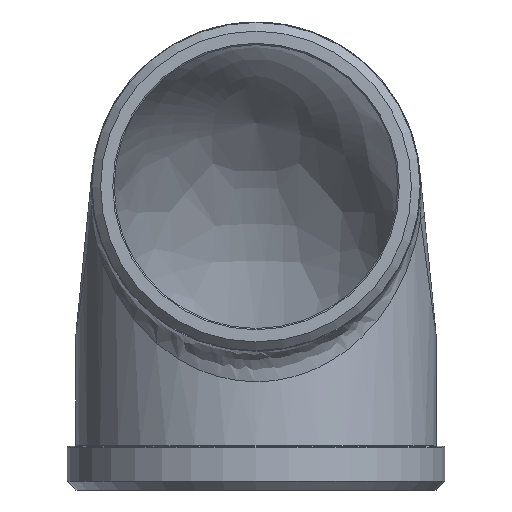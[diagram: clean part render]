
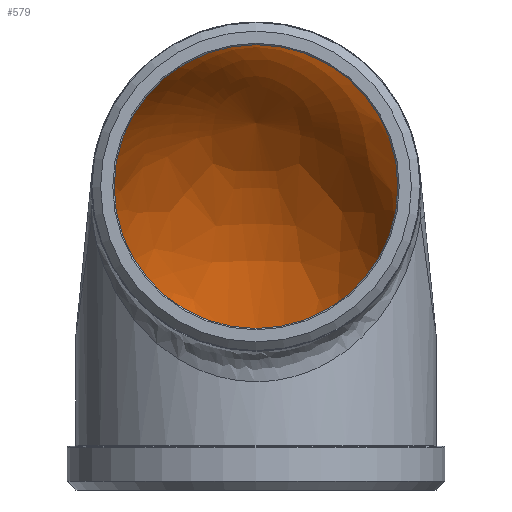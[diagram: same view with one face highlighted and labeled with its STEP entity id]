
A CAD part, left-side view. The second image highlights one B-rep face of the part: STEP entity #579.
In plain terms, the highlighted free-form (B-spline) face has degree [2, 2] with [5, 3] control points.
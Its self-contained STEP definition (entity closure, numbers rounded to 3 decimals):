
#34=(
BOUNDED_SURFACE()
B_SPLINE_SURFACE(2,2,((#2120,#2121,#2122),(#2123,#2124,#2125),(#2126,#2127,
#2128),(#2129,#2130,#2131),(#2132,#2133,#2134)),.UNSPECIFIED.,.F.,.F.,.F.)
B_SPLINE_SURFACE_WITH_KNOTS((3,2,3),(3,3),(-1.512,0.,
1.512),(1.571,3.142),.UNSPECIFIED.)
GEOMETRIC_REPRESENTATION_ITEM()
RATIONAL_B_SPLINE_SURFACE(((1.,0.707,1.),(0.727,
0.514,0.727),(1.,0.707,1.),(0.727,
0.514,0.727),(1.,0.707,1.)))
REPRESENTATION_ITEM('')
SURFACE()
);
#65=B_SPLINE_CURVE_WITH_KNOTS('',3,(#1657,#1658,#1659,#1660,#1661,#1662,
#1663,#1664,#1665),.UNSPECIFIED.,.F.,.F.,(4,1,1,1,1,1,4),(-4.118,
-2.942,-1.765,-1.177,-0.588,
-0.294,0.),.UNSPECIFIED.);
#67=B_SPLINE_CURVE_WITH_KNOTS('',3,(#1730,#1731,#1732,#1733,#1734,#1735,
#1736,#1737,#1738,#1739,#1740,#1741),.UNSPECIFIED.,.F.,.F.,(4,1,1,1,1,1,
1,2,4),(-4.777,-4.3,-3.822,-3.344,
-2.866,-1.911,-0.955,0.,0.008),
 .UNSPECIFIED.);
#69=B_SPLINE_CURVE_WITH_KNOTS('',3,(#1785,#1786,#1787,#1788,#1789,#1790,
#1791,#1792),.UNSPECIFIED.,.F.,.F.,(4,1,1,1,1,4),(-4.118,-3.824,
-3.53,-2.942,-1.765,0.),.UNSPECIFIED.);
#73=B_SPLINE_CURVE_WITH_KNOTS('',3,(#1940,#1941,#1942,#1943,#1944,#1945,
#1946,#1947,#1948,#1949,#1950,#1951),.UNSPECIFIED.,.F.,.F.,(4,2,1,1,1,1,
1,1,4),(-4.785,-4.777,-3.822,-2.866,
-2.389,-1.911,-1.433,-0.955,
0.),.UNSPECIFIED.);
#169=FACE_OUTER_BOUND('',#234,.T.);
#234=EDGE_LOOP('',(#520,#521,#522,#523,#524));
#266=CIRCLE('',#647,38.05);
#305=VERTEX_POINT('',#1605);
#307=VERTEX_POINT('',#1646);
#309=VERTEX_POINT('',#1715);
#310=VERTEX_POINT('',#1717);
#312=VERTEX_POINT('',#1775);
#370=EDGE_CURVE('',#307,#305,#65,.T.);
#373=EDGE_CURVE('',#309,#310,#67,.T.);
#376=EDGE_CURVE('',#312,#309,#69,.T.);
#383=EDGE_CURVE('',#310,#307,#73,.T.);
#387=EDGE_CURVE('',#312,#305,#266,.T.);
#520=ORIENTED_EDGE('',*,*,#370,.T.);
#521=ORIENTED_EDGE('',*,*,#387,.F.);
#522=ORIENTED_EDGE('',*,*,#376,.T.);
#523=ORIENTED_EDGE('',*,*,#373,.T.);
#524=ORIENTED_EDGE('',*,*,#383,.T.);
#579=ADVANCED_FACE('',(#169),#34,.T.);
#647=AXIS2_PLACEMENT_3D('',#2119,#781,#782);
#781=DIRECTION('center_axis',(0.,0.,1.));
#782=DIRECTION('ref_axis',(1.,0.,0.));
#1605=CARTESIAN_POINT('',(2.219,37.985,-33.708));
#1646=CARTESIAN_POINT('',(-2.102,33.48,5.527));
#1657=CARTESIAN_POINT('Ctrl Pts',(-2.102,33.48,5.527));
#1658=CARTESIAN_POINT('Ctrl Pts',(0.947,33.809,2.599));
#1659=CARTESIAN_POINT('Ctrl Pts',(6.062,34.581,-4.258));
#1660=CARTESIAN_POINT('Ctrl Pts',(9.062,35.747,-14.526));
#1661=CARTESIAN_POINT('Ctrl Pts',(8.781,36.718,-22.969));
#1662=CARTESIAN_POINT('Ctrl Pts',(7.271,37.313,-28.074));
#1663=CARTESIAN_POINT('Ctrl Pts',(4.958,37.744,-31.712));
#1664=CARTESIAN_POINT('Ctrl Pts',(3.265,37.924,-33.207));
#1665=CARTESIAN_POINT('Ctrl Pts',(2.219,37.985,-33.708));
#1715=CARTESIAN_POINT('',(-2.102,-33.48,5.527));
#1717=CARTESIAN_POINT('',(-30.15,0.,34.492));
#1730=CARTESIAN_POINT('Ctrl Pts',(-2.102,-33.48,5.527));
#1731=CARTESIAN_POINT('Ctrl Pts',(-3.34,-33.347,6.716));
#1732=CARTESIAN_POINT('Ctrl Pts',(-5.737,-32.913,9.185));
#1733=CARTESIAN_POINT('Ctrl Pts',(-9.063,-31.664,13.148));
#1734=CARTESIAN_POINT('Ctrl Pts',(-12.127,-29.737,17.231));
#1735=CARTESIAN_POINT('Ctrl Pts',(-15.92,-26.228,22.585));
#1736=CARTESIAN_POINT('Ctrl Pts',(-20.291,-20.087,28.588));
#1737=CARTESIAN_POINT('Ctrl Pts',(-25.234,-10.662,33.352));
#1738=CARTESIAN_POINT('Ctrl Pts',(-28.492,-3.599,34.485));
#1739=CARTESIAN_POINT('Ctrl Pts',(-30.124,-0.055,
34.492));
#1740=CARTESIAN_POINT('Ctrl Pts',(-30.137,-0.028,
34.492));
#1741=CARTESIAN_POINT('Ctrl Pts',(-30.15,0.,34.492));
#1775=CARTESIAN_POINT('',(2.219,-37.985,-33.708));
#1785=CARTESIAN_POINT('Ctrl Pts',(2.219,-37.985,-33.708));
#1786=CARTESIAN_POINT('Ctrl Pts',(3.265,-37.924,-33.207));
#1787=CARTESIAN_POINT('Ctrl Pts',(4.958,-37.744,-31.711));
#1788=CARTESIAN_POINT('Ctrl Pts',(7.275,-37.314,-28.078));
#1789=CARTESIAN_POINT('Ctrl Pts',(9.372,-36.479,-20.916));
#1790=CARTESIAN_POINT('Ctrl Pts',(8.253,-35.014,-8.099));
#1791=CARTESIAN_POINT('Ctrl Pts',(2.471,-33.974,1.135));
#1792=CARTESIAN_POINT('Ctrl Pts',(-2.102,-33.48,5.527));
#1940=CARTESIAN_POINT('Ctrl Pts',(-30.15,0.,34.492));
#1941=CARTESIAN_POINT('Ctrl Pts',(-30.137,0.028,
34.492));
#1942=CARTESIAN_POINT('Ctrl Pts',(-30.124,0.055,
34.492));
#1943=CARTESIAN_POINT('Ctrl Pts',(-28.492,3.598,34.483));
#1944=CARTESIAN_POINT('Ctrl Pts',(-25.241,10.653,33.362));
#1945=CARTESIAN_POINT('Ctrl Pts',(-21.109,18.521,29.372));
#1946=CARTESIAN_POINT('Ctrl Pts',(-17.674,23.766,24.999));
#1947=CARTESIAN_POINT('Ctrl Pts',(-14.968,27.11,21.235));
#1948=CARTESIAN_POINT('Ctrl Pts',(-12.129,29.734,17.238));
#1949=CARTESIAN_POINT('Ctrl Pts',(-8.042,32.31,11.775));
#1950=CARTESIAN_POINT('Ctrl Pts',(-4.577,33.213,7.904));
#1951=CARTESIAN_POINT('Ctrl Pts',(-2.102,33.48,5.527));
#2119=CARTESIAN_POINT('Origin',(0.,0.,-33.708));
#2120=CARTESIAN_POINT('Ctrl Pts',(2.219,37.985,-33.708));
#2121=CARTESIAN_POINT('Ctrl Pts',(2.219,37.985,-1.339));
#2122=CARTESIAN_POINT('Ctrl Pts',(-30.15,37.985,-1.339));
#2123=CARTESIAN_POINT('Ctrl Pts',(38.05,35.892,-33.708));
#2124=CARTESIAN_POINT('Ctrl Pts',(38.05,35.892,34.492));
#2125=CARTESIAN_POINT('Ctrl Pts',(-30.15,35.892,34.492));
#2126=CARTESIAN_POINT('Ctrl Pts',(38.05,0.,
-33.708));
#2127=CARTESIAN_POINT('Ctrl Pts',(38.05,0.,
34.492));
#2128=CARTESIAN_POINT('Ctrl Pts',(-30.15,0.,34.492));
#2129=CARTESIAN_POINT('Ctrl Pts',(38.05,-35.892,-33.708));
#2130=CARTESIAN_POINT('Ctrl Pts',(38.05,-35.892,34.492));
#2131=CARTESIAN_POINT('Ctrl Pts',(-30.15,-35.892,34.492));
#2132=CARTESIAN_POINT('Ctrl Pts',(2.219,-37.985,-33.708));
#2133=CARTESIAN_POINT('Ctrl Pts',(2.219,-37.985,-1.339));
#2134=CARTESIAN_POINT('Ctrl Pts',(-30.15,-37.985,-1.339));
